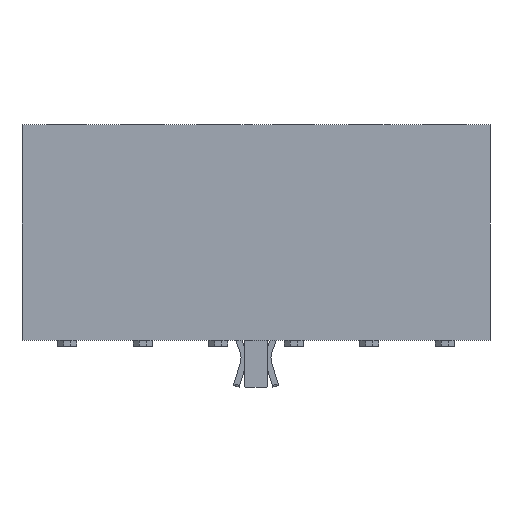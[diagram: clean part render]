
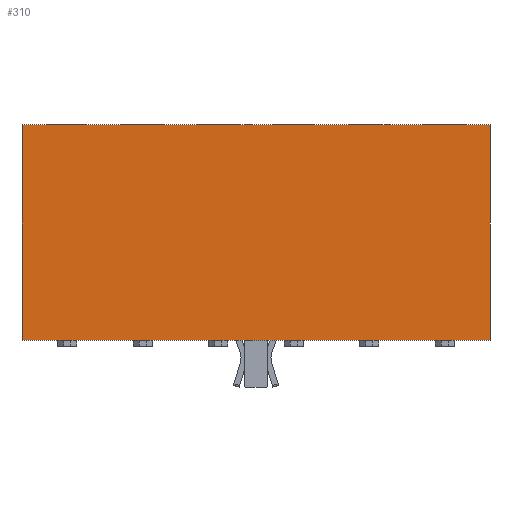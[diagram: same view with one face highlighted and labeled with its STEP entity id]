
A CAD part, front view. The second image highlights one B-rep face of the part: STEP entity #310.
In plain terms, the highlighted planar face has unit normal (0, -1, 0).
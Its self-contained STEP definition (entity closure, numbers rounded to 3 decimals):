
#310 = ADVANCED_FACE( '', ( #819 ), #820, .F. );
#819 = FACE_OUTER_BOUND( '', #1558, .T. );
#820 = PLANE( '', #1559 );
#1558 = EDGE_LOOP( '', ( #2442, #2443, #2444, #2445 ) );
#1559 = AXIS2_PLACEMENT_3D( '', #2446, #2447, #2448 );
#2442 = ORIENTED_EDGE( '', *, *, #4445, .F. );
#2443 = ORIENTED_EDGE( '', *, *, #4446, .F. );
#2444 = ORIENTED_EDGE( '', *, *, #4447, .F. );
#2445 = ORIENTED_EDGE( '', *, *, #4448, .F. );
#2446 = CARTESIAN_POINT( '', ( 0., -2.54, 0. ) );
#2447 = DIRECTION( '', ( 0., 1., 0. ) );
#2448 = DIRECTION( '', ( 0., 0., 1. ) );
#4445 = EDGE_CURVE( '', #5360, #5361, #5362, .T. );
#4446 = EDGE_CURVE( '', #5363, #5360, #5364, .T. );
#4447 = EDGE_CURVE( '', #5365, #5363, #5366, .T. );
#4448 = EDGE_CURVE( '', #5361, #5365, #5367, .T. );
#5360 = VERTEX_POINT( '', #6661 );
#5361 = VERTEX_POINT( '', #6662 );
#5362 = LINE( '', #6663, #6664 );
#5363 = VERTEX_POINT( '', #6665 );
#5364 = LINE( '', #6666, #6667 );
#5365 = VERTEX_POINT( '', #6668 );
#5366 = LINE( '', #6669, #6670 );
#5367 = LINE( '', #6671, #6672 );
#6661 = CARTESIAN_POINT( '', ( -7.87, -2.54, -3.62 ) );
#6662 = CARTESIAN_POINT( '', ( -7.87, -2.54, 3.62 ) );
#6663 = CARTESIAN_POINT( '', ( -7.87, -2.54, -3.62 ) );
#6664 = VECTOR( '', #8240, 1000. );
#6665 = CARTESIAN_POINT( '', ( 7.87, -2.54, -3.62 ) );
#6666 = CARTESIAN_POINT( '', ( 7.87, -2.54, -3.62 ) );
#6667 = VECTOR( '', #8241, 1000. );
#6668 = CARTESIAN_POINT( '', ( 7.87, -2.54, 3.62 ) );
#6669 = CARTESIAN_POINT( '', ( 7.87, -2.54, 3.62 ) );
#6670 = VECTOR( '', #8242, 1000. );
#6671 = CARTESIAN_POINT( '', ( -7.87, -2.54, 3.62 ) );
#6672 = VECTOR( '', #8243, 1000. );
#8240 = DIRECTION( '', ( 0., 0., 1. ) );
#8241 = DIRECTION( '', ( -1., 0., 0. ) );
#8242 = DIRECTION( '', ( 0., 0., -1. ) );
#8243 = DIRECTION( '', ( 1., 0., 0. ) );
